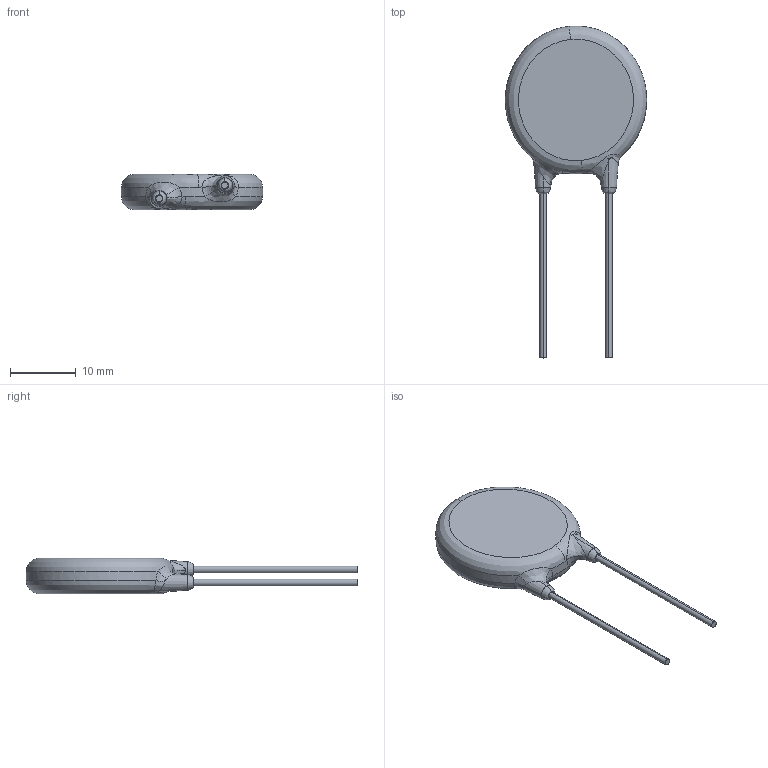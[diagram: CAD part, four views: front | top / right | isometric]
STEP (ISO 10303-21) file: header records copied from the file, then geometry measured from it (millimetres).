
FILE_DESCRIPTION (( 'STEP AP214' ), '1' );
FILE_NAME ('B72220S0271K101.STEP', '2023-08-13T09:41:24', ( '' ), ( '' ), 'SwSTEP 2.0', 'SolidWorks 2021', '' );
FILE_SCHEMA (( 'AUTOMOTIVE_DESIGN' ));
Length unit declared in the file: millimetre
Products named in the file (1): B72220S0271K101
Bounding box: 21.5 x 50.5 x 5.4 mm (x, y, z)
Volume: 2028.9 mm3; surface area: 1228.5 mm2
Topology: 3 solids, 3 shells, 35 faces, 75 edges, 46 vertices
Faces by surface type: bspline 19, plane 8, cylinder 4, cone 4
Entity records: 2880 total; most frequent: CARTESIAN_POINT 2224, ORIENTED_EDGE 150, DIRECTION 83, EDGE_CURVE 75, VERTEX_POINT 46, B_SPLINE_CURVE_WITH_KNOTS 42, AXIS2_PLACEMENT_3D 37, EDGE_LOOP 35
